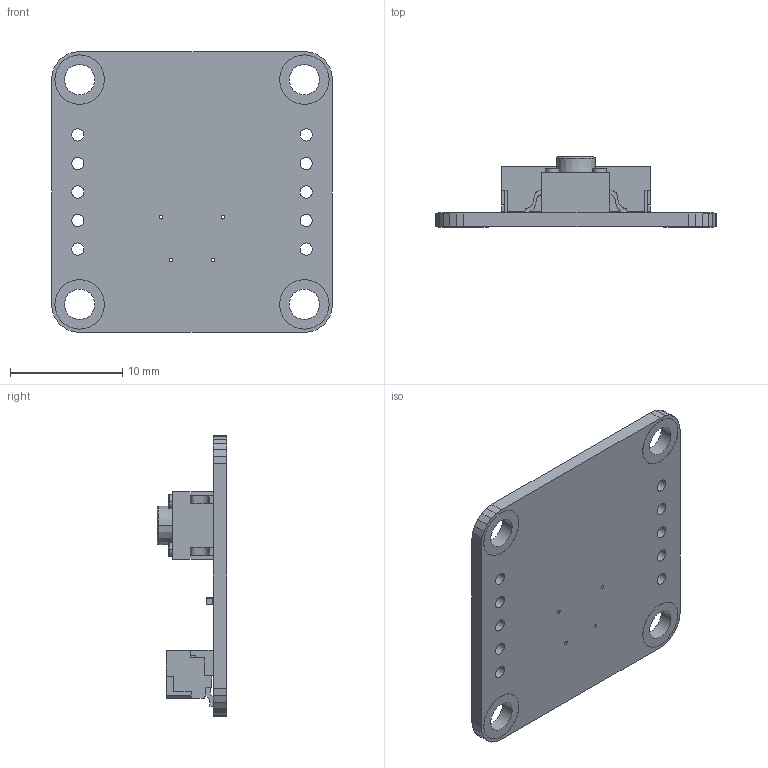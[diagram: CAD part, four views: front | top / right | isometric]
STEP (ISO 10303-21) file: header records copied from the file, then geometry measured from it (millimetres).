
FILE_DESCRIPTION (( 'STEP AP214' ), '1' );
FILE_NAME ('NSE-1144-1.step', '2020-11-24T22:51:56', ( '' ), ( '' ), 'SwSTEP 2.0', 'SolidWorks 2016', '' );
FILE_SCHEMA (( 'AUTOMOTIVE_DESIGN' ));
Length unit declared in the file: millimetre
Products named in the file (6): res_0603; Tactal_Switch_-_SMD_(6mmx_6mmx_5mm)_-_Marked; NSE-1144-1; Assem6^NSE-1144-1; Board_NSE-1144-1; CON-1012-8
Assembly tree (5 placements, depth 3):
  NSE-1144-1
    Assem6^NSE-1144-1
      Board_NSE-1144-1
      CON-1012-8
      res_0603
      Tactal_Switch_-_SMD_(6mmx_6mmx_5mm)_-_Marked
Bounding box: 25 x 6.21 x 25 mm (x, y, z)
Volume: 983.3 mm3; surface area: 2094.8 mm2
Topology: 22 solids, 22 shells, 653 faces, 1742 edges, 1154 vertices
Faces by surface type: plane 534, cylinder 64, bspline 53, cone 2
Entity records: 26502 total; most frequent: CARTESIAN_POINT 4913, ORIENTED_EDGE 3484, DIRECTION 2998, EDGE_CURVE 1742, LINE 1504, VECTOR 1504, VERTEX_POINT 1154, AXIS2_PLACEMENT_3D 747
